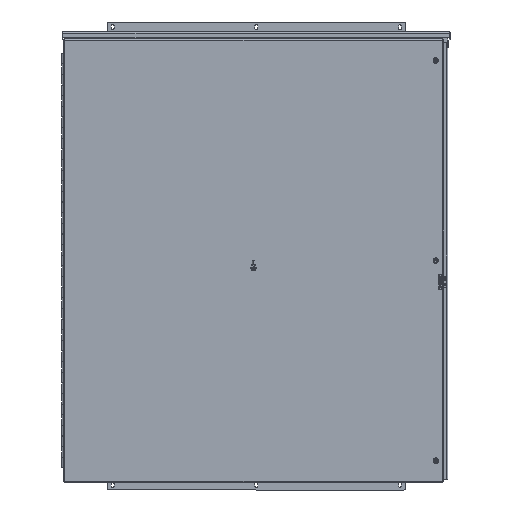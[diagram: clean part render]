
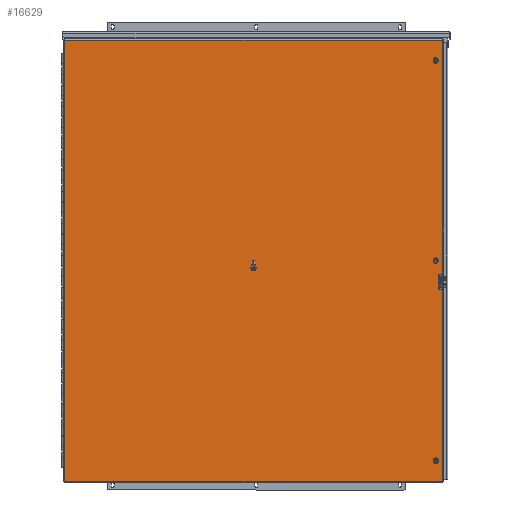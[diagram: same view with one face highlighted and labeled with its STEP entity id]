
A CAD part, front view. The second image highlights one B-rep face of the part: STEP entity #16629.
In plain terms, the highlighted planar face has unit normal (0, -1, 0).
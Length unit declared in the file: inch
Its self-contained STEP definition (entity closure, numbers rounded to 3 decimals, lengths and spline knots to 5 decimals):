
#74 = EDGE_CURVE ( 'NONE', #14818, #24120, #23663, .T. ) ;
#684 = AXIS2_PLACEMENT_3D ( 'NONE', #39460, #33414, #5696 ) ;
#781 = CARTESIAN_POINT ( 'NONE',  ( 16.884, -12.172, -0.4285 ) ) ;
#825 = ORIENTED_EDGE ( 'NONE', *, *, #24012, .T. ) ;
#1103 = EDGE_CURVE ( 'NONE', #26453, #36707, #17045, .T. ) ;
#1207 = DIRECTION ( 'NONE',  ( 0., 0., -1. ) ) ;
#1215 = CIRCLE ( 'NONE', #36077, 0.133 ) ;
#1346 = CARTESIAN_POINT ( 'NONE',  ( 17.14725, -12.172, -1.741 ) ) ;
#1875 = LINE ( 'NONE', #13595, #5205 ) ;
#2178 = ORIENTED_EDGE ( 'NONE', *, *, #24272, .T. ) ;
#2497 = CARTESIAN_POINT ( 'NONE',  ( 17.45975, -12.172, -1.741 ) ) ;
#2907 = CARTESIAN_POINT ( 'NONE',  ( 17.14725, -12.172, -3.116 ) ) ;
#3407 = VERTEX_POINT ( 'NONE', #38081 ) ;
#3792 = DIRECTION ( 'NONE',  ( 1., 0., 0. ) ) ;
#4165 = EDGE_CURVE ( 'NONE', #22577, #30867, #38525, .T. ) ;
#4277 = AXIS2_PLACEMENT_3D ( 'NONE', #11843, #36526, #8808 ) ;
#4306 = ORIENTED_EDGE ( 'NONE', *, *, #4165, .T. ) ;
#4386 = ORIENTED_EDGE ( 'NONE', *, *, #34955, .T. ) ;
#4612 = VERTEX_POINT ( 'NONE', #22937 ) ;
#5205 = VECTOR ( 'NONE', #20096, 39.37008 ) ;
#5282 = CARTESIAN_POINT ( 'NONE',  ( -18.026, -12.172, -21.163 ) ) ;
#5696 = DIRECTION ( 'NONE',  ( 1., 0., 0. ) ) ;
#6032 = CARTESIAN_POINT ( 'NONE',  ( 17.14725, -12.172, -1.741 ) ) ;
#6981 = EDGE_LOOP ( 'NONE', ( #22301, #19695, #4306, #23226 ) ) ;
#7076 = VECTOR ( 'NONE', #22072, 39.37008 ) ;
#7111 = DIRECTION ( 'NONE',  ( 1., 0., 0. ) ) ;
#7412 = CARTESIAN_POINT ( 'NONE',  ( 17.45975, -12.172, -3.116 ) ) ;
#8069 = DIRECTION ( 'NONE',  ( 1., 0., 0. ) ) ;
#8255 = DIRECTION ( 'NONE',  ( 0., 1., 0. ) ) ;
#8390 = VECTOR ( 'NONE', #14252, 39.37008 ) ;
#8808 = DIRECTION ( 'NONE',  ( 1., 0., 0. ) ) ;
#9111 = FACE_BOUND ( 'NONE', #6981, .T. ) ;
#9497 = FACE_OUTER_BOUND ( 'NONE', #35418, .T. ) ;
#9501 = EDGE_CURVE ( 'NONE', #24120, #14818, #1215, .T. ) ;
#9560 = VECTOR ( 'NONE', #23106, 39.37008 ) ;
#10143 = CARTESIAN_POINT ( 'NONE',  ( 17.45975, -12.172, -1.741 ) ) ;
#11392 = CARTESIAN_POINT ( 'NONE',  ( 17.14725, -12.172, -3.116 ) ) ;
#11595 = DIRECTION ( 'NONE',  ( -1., 0., 0. ) ) ;
#11843 = CARTESIAN_POINT ( 'NONE',  ( 16.884, -12.172, -0.4285 ) ) ;
#12039 = LINE ( 'NONE', #30065, #30362 ) ;
#12043 = VERTEX_POINT ( 'NONE', #7412 ) ;
#12121 = FACE_BOUND ( 'NONE', #20331, .T. ) ;
#12326 = FACE_BOUND ( 'NONE', #27551, .T. ) ;
#13457 = CIRCLE ( 'NONE', #19926, 0.133 ) ;
#13488 = DIRECTION ( 'NONE',  ( 0., 1., 0. ) ) ;
#13595 = CARTESIAN_POINT ( 'NONE',  ( 17.508, -12.172, -21.163 ) ) ;
#14252 = DIRECTION ( 'NONE',  ( 0., 0., 1. ) ) ;
#14729 = AXIS2_PLACEMENT_3D ( 'NONE', #34184, #24494, #27511 ) ;
#14818 = VERTEX_POINT ( 'NONE', #32034 ) ;
#15184 = FACE_BOUND ( 'NONE', #28059, .T. ) ;
#15281 = CARTESIAN_POINT ( 'NONE',  ( 16.884, -12.172, -19.241 ) ) ;
#15547 = CIRCLE ( 'NONE', #684, 0.133 ) ;
#15729 = VECTOR ( 'NONE', #1207, 39.37008 ) ;
#16629 = ADVANCED_FACE ( 'NONE', ( #9497, #12121, #9111, #12326, #15184 ), #37205, .T. ) ;
#17045 = CIRCLE ( 'NONE', #18985, 0.133 ) ;
#17324 = EDGE_CURVE ( 'NONE', #30867, #18449, #23951, .T. ) ;
#17696 = LINE ( 'NONE', #11392, #21401 ) ;
#18399 = EDGE_CURVE ( 'NONE', #33073, #32557, #13457, .T. ) ;
#18449 = VERTEX_POINT ( 'NONE', #10143 ) ;
#18467 = EDGE_CURVE ( 'NONE', #18449, #12043, #22502, .T. ) ;
#18985 = AXIS2_PLACEMENT_3D ( 'NONE', #35788, #8255, #8069 ) ;
#19695 = ORIENTED_EDGE ( 'NONE', *, *, #20814, .T. ) ;
#19913 = CARTESIAN_POINT ( 'NONE',  ( 16.751, -12.172, 18.384 ) ) ;
#19926 = AXIS2_PLACEMENT_3D ( 'NONE', #23317, #20278, #7111 ) ;
#20096 = DIRECTION ( 'NONE',  ( 1., 0., 0. ) ) ;
#20278 = DIRECTION ( 'NONE',  ( 0., 1., 0. ) ) ;
#20331 = EDGE_LOOP ( 'NONE', ( #2178, #29238 ) ) ;
#20814 = EDGE_CURVE ( 'NONE', #12043, #22577, #17696, .T. ) ;
#21401 = VECTOR ( 'NONE', #11595, 39.37008 ) ;
#22072 = DIRECTION ( 'NONE',  ( 0., 0., 1. ) ) ;
#22301 = ORIENTED_EDGE ( 'NONE', *, *, #18467, .T. ) ;
#22502 = LINE ( 'NONE', #35037, #9560 ) ;
#22577 = VERTEX_POINT ( 'NONE', #2907 ) ;
#22880 = CIRCLE ( 'NONE', #37726, 0.133 ) ;
#22937 = CARTESIAN_POINT ( 'NONE',  ( -18.026, -12.172, 20.306 ) ) ;
#23106 = DIRECTION ( 'NONE',  ( 0., 0., -1. ) ) ;
#23203 = EDGE_CURVE ( 'NONE', #31767, #3407, #25103, .T. ) ;
#23226 = ORIENTED_EDGE ( 'NONE', *, *, #17324, .T. ) ;
#23317 = CARTESIAN_POINT ( 'NONE',  ( 16.884, -12.172, 18.384 ) ) ;
#23365 = EDGE_CURVE ( 'NONE', #3407, #4612, #12039, .T. ) ;
#23592 = CARTESIAN_POINT ( 'NONE',  ( 17.017, -12.172, -19.241 ) ) ;
#23663 = CIRCLE ( 'NONE', #4277, 0.133 ) ;
#23951 = LINE ( 'NONE', #2497, #26418 ) ;
#24012 = EDGE_CURVE ( 'NONE', #34766, #31767, #1875, .T. ) ;
#24120 = VERTEX_POINT ( 'NONE', #39062 ) ;
#24179 = ORIENTED_EDGE ( 'NONE', *, *, #1103, .T. ) ;
#24272 = EDGE_CURVE ( 'NONE', #32557, #33073, #15547, .T. ) ;
#24494 = DIRECTION ( 'NONE',  ( 0., -1., 0. ) ) ;
#24527 = ORIENTED_EDGE ( 'NONE', *, *, #23203, .T. ) ;
#24698 = CARTESIAN_POINT ( 'NONE',  ( 17.508, -12.172, -21.163 ) ) ;
#25103 = LINE ( 'NONE', #37422, #7076 ) ;
#25496 = CARTESIAN_POINT ( 'NONE',  ( -18.026, -12.172, -21.163 ) ) ;
#25672 = ORIENTED_EDGE ( 'NONE', *, *, #23365, .T. ) ;
#26418 = VECTOR ( 'NONE', #35879, 39.37008 ) ;
#26453 = VERTEX_POINT ( 'NONE', #23592 ) ;
#27511 = DIRECTION ( 'NONE',  ( 1., 0., 0. ) ) ;
#27551 = EDGE_LOOP ( 'NONE', ( #27841, #28546 ) ) ;
#27827 = CARTESIAN_POINT ( 'NONE',  ( 16.751, -12.172, -19.241 ) ) ;
#27841 = ORIENTED_EDGE ( 'NONE', *, *, #9501, .T. ) ;
#28059 = EDGE_LOOP ( 'NONE', ( #24179, #34313 ) ) ;
#28546 = ORIENTED_EDGE ( 'NONE', *, *, #74, .T. ) ;
#29238 = ORIENTED_EDGE ( 'NONE', *, *, #18399, .T. ) ;
#30065 = CARTESIAN_POINT ( 'NONE',  ( 17.508, -12.172, 20.306 ) ) ;
#30362 = VECTOR ( 'NONE', #39358, 39.37008 ) ;
#30867 = VERTEX_POINT ( 'NONE', #6032 ) ;
#31767 = VERTEX_POINT ( 'NONE', #24698 ) ;
#32034 = CARTESIAN_POINT ( 'NONE',  ( 16.751, -12.172, -0.4285 ) ) ;
#32557 = VERTEX_POINT ( 'NONE', #36523 ) ;
#32909 = DIRECTION ( 'NONE',  ( 1., 0., 0. ) ) ;
#33073 = VERTEX_POINT ( 'NONE', #19913 ) ;
#33414 = DIRECTION ( 'NONE',  ( 0., 1., 0. ) ) ;
#33718 = DIRECTION ( 'NONE',  ( 0., 1., 0. ) ) ;
#34184 = CARTESIAN_POINT ( 'NONE',  ( 17.508, -12.172, -21.163 ) ) ;
#34313 = ORIENTED_EDGE ( 'NONE', *, *, #36590, .T. ) ;
#34766 = VERTEX_POINT ( 'NONE', #5282 ) ;
#34955 = EDGE_CURVE ( 'NONE', #4612, #34766, #34987, .T. ) ;
#34987 = LINE ( 'NONE', #25496, #15729 ) ;
#35037 = CARTESIAN_POINT ( 'NONE',  ( 17.45975, -12.172, -3.116 ) ) ;
#35418 = EDGE_LOOP ( 'NONE', ( #25672, #4386, #825, #24527 ) ) ;
#35788 = CARTESIAN_POINT ( 'NONE',  ( 16.884, -12.172, -19.241 ) ) ;
#35879 = DIRECTION ( 'NONE',  ( 1., 0., 0. ) ) ;
#36077 = AXIS2_PLACEMENT_3D ( 'NONE', #781, #13488, #3792 ) ;
#36523 = CARTESIAN_POINT ( 'NONE',  ( 17.017, -12.172, 18.384 ) ) ;
#36526 = DIRECTION ( 'NONE',  ( 0., 1., 0. ) ) ;
#36590 = EDGE_CURVE ( 'NONE', #36707, #26453, #22880, .T. ) ;
#36707 = VERTEX_POINT ( 'NONE', #27827 ) ;
#37205 = PLANE ( 'NONE',  #14729 ) ;
#37422 = CARTESIAN_POINT ( 'NONE',  ( 17.508, -12.172, -21.163 ) ) ;
#37726 = AXIS2_PLACEMENT_3D ( 'NONE', #15281, #33718, #32909 ) ;
#38081 = CARTESIAN_POINT ( 'NONE',  ( 17.508, -12.172, 20.306 ) ) ;
#38525 = LINE ( 'NONE', #1346, #8390 ) ;
#39062 = CARTESIAN_POINT ( 'NONE',  ( 17.017, -12.172, -0.4285 ) ) ;
#39358 = DIRECTION ( 'NONE',  ( -1., 0., 0. ) ) ;
#39460 = CARTESIAN_POINT ( 'NONE',  ( 16.884, -12.172, 18.384 ) ) ;
